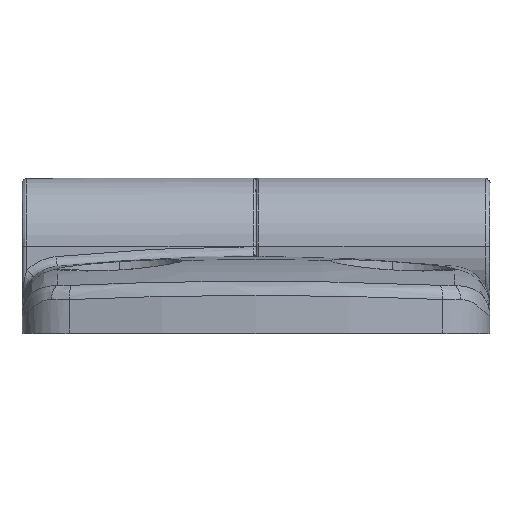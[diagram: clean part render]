
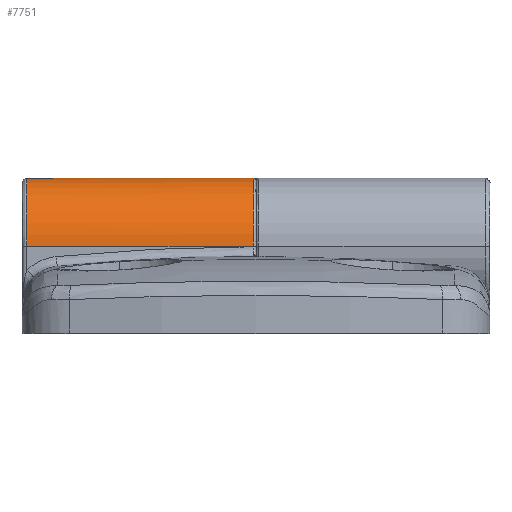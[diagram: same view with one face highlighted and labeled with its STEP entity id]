
A CAD part, top view. The second image highlights one B-rep face of the part: STEP entity #7751.
In plain terms, the highlighted cylindrical face has radius 7 mm (diameter 14 mm), a partial arc.
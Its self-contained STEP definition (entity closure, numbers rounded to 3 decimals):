
#315 = CARTESIAN_POINT ( 'NONE',  ( -23.5, 8.95, -7. ) ) ;
#342 = CIRCLE ( 'NONE', #4461, 7. ) ;
#491 = CARTESIAN_POINT ( 'NONE',  ( -23.5, 9.561, 7. ) ) ;
#525 = CARTESIAN_POINT ( 'NONE',  ( -23.5, 15.87, 1.222 ) ) ;
#554 = CARTESIAN_POINT ( 'NONE',  ( -23.5, 9.561, -7. ) ) ;
#740 = VERTEX_POINT ( 'NONE', #792 ) ;
#792 = CARTESIAN_POINT ( 'NONE',  ( -0.3, 8.95, 7. ) ) ;
#1342 = CARTESIAN_POINT ( 'NONE',  ( -23.5, 15.95, -0.611 ) ) ;
#2137 = CARTESIAN_POINT ( 'NONE',  ( -23.5, 10.172, 6.92 ) ) ;
#2166 = CARTESIAN_POINT ( 'NONE',  ( -23.5, 15.553, -2.402 ) ) ;
#2262 = CARTESIAN_POINT ( 'NONE',  ( -24., 8.95, 0. ) ) ;
#2356 = DIRECTION ( 'NONE',  ( 1., 0., 0. ) ) ;
#2963 = CARTESIAN_POINT ( 'NONE',  ( -23.5, 11.921, 6.368 ) ) ;
#3002 = CARTESIAN_POINT ( 'NONE',  ( -23.5, 14.707, -4.029 ) ) ;
#3132 = AXIS2_PLACEMENT_3D ( 'NONE', #2262, #6423, #5646 ) ;
#3157 = LINE ( 'NONE', #7885, #5409 ) ;
#3482 = CYLINDRICAL_SURFACE ( 'NONE', #3132, 7. ) ;
#3825 = CARTESIAN_POINT ( 'NONE',  ( -23.5, 13.468, 5.382 ) ) ;
#3852 = CARTESIAN_POINT ( 'NONE',  ( -23.5, 13.468, -5.382 ) ) ;
#3916 = VECTOR ( 'NONE', #2356, 1000. ) ;
#4039 = EDGE_LOOP ( 'NONE', ( #10305, #7222, #8148, #6091 ) ) ;
#4322 = EDGE_CURVE ( 'NONE', #4426, #740, #342, .T. ) ;
#4426 = VERTEX_POINT ( 'NONE', #9484 ) ;
#4461 = AXIS2_PLACEMENT_3D ( 'NONE', #10220, #10244, #10253 ) ;
#4540 = FACE_OUTER_BOUND ( 'NONE', #4039, .T. ) ;
#4679 = CARTESIAN_POINT ( 'NONE',  ( -23.5, 14.707, 4.029 ) ) ;
#4714 = CARTESIAN_POINT ( 'NONE',  ( -23.5, 11.921, -6.368 ) ) ;
#4806 = DIRECTION ( 'NONE',  ( 1., 0., 0. ) ) ;
#5409 = VECTOR ( 'NONE', #4806, 1000. ) ;
#5514 = CARTESIAN_POINT ( 'NONE',  ( -23.5, 15.553, 2.402 ) ) ;
#5547 = VERTEX_POINT ( 'NONE', #10368 ) ;
#5549 = CARTESIAN_POINT ( 'NONE',  ( -23.5, 10.172, -6.92 ) ) ;
#5646 = DIRECTION ( 'NONE',  ( 0., 0., -1. ) ) ;
#6091 = ORIENTED_EDGE ( 'NONE', *, *, #4322, .F. ) ;
#6136 = LINE ( 'NONE', #7342, #3916 ) ;
#6291 = CARTESIAN_POINT ( 'NONE',  ( -23.5, 8.95, 7. ) ) ;
#6321 = CARTESIAN_POINT ( 'NONE',  ( -23.5, 15.95, 0.611 ) ) ;
#6352 = EDGE_CURVE ( 'NONE', #6628, #4426, #6136, .T. ) ;
#6357 = CARTESIAN_POINT ( 'NONE',  ( -23.5, 8.95, -7. ) ) ;
#6423 = DIRECTION ( 'NONE',  ( 1., 0., 0. ) ) ;
#6628 = VERTEX_POINT ( 'NONE', #315 ) ;
#6706 = EDGE_CURVE ( 'NONE', #5547, #6628, #7095, .T. ) ;
#7095 = B_SPLINE_CURVE_WITH_KNOTS ( 'NONE', 3,
 ( #6291, #491, #2137, #7934, #2963, #8770, #3825, #9597, #4679, #10387, #5514, #525, #6321, #1342, #7159, #2166, #7963, #3002, #8809, #3852, #9626, #4714, #10422, #5549, #554, #6357 ),
 .UNSPECIFIED., .F., .F.,
 ( 4, 2, 2, 2, 2, 2, 2, 2, 2, 2, 2, 2, 4 ),
 ( 0., 0.083, 0.167, 0.25, 0.333, 0.417, 0.5, 0.583, 0.667, 0.75, 0.833, 0.917, 1. ),
 .UNSPECIFIED. ) ;
#7159 = CARTESIAN_POINT ( 'NONE',  ( -23.5, 15.87, -1.222 ) ) ;
#7222 = ORIENTED_EDGE ( 'NONE', *, *, #6706, .F. ) ;
#7342 = CARTESIAN_POINT ( 'NONE',  ( -24., 8.95, -7. ) ) ;
#7751 = ADVANCED_FACE ( 'NONE', ( #4540 ), #3482, .T. ) ;
#7885 = CARTESIAN_POINT ( 'NONE',  ( -24., 8.95, 7. ) ) ;
#7934 = CARTESIAN_POINT ( 'NONE',  ( -23.5, 11.352, 6.603 ) ) ;
#7963 = CARTESIAN_POINT ( 'NONE',  ( -23.5, 15.318, -2.971 ) ) ;
#8148 = ORIENTED_EDGE ( 'NONE', *, *, #9317, .T. ) ;
#8770 = CARTESIAN_POINT ( 'NONE',  ( -23.5, 12.979, 5.757 ) ) ;
#8809 = CARTESIAN_POINT ( 'NONE',  ( -23.5, 14.332, -4.518 ) ) ;
#9317 = EDGE_CURVE ( 'NONE', #5547, #740, #3157, .T. ) ;
#9484 = CARTESIAN_POINT ( 'NONE',  ( -0.3, 8.95, -7. ) ) ;
#9597 = CARTESIAN_POINT ( 'NONE',  ( -23.5, 14.332, 4.518 ) ) ;
#9626 = CARTESIAN_POINT ( 'NONE',  ( -23.5, 12.979, -5.757 ) ) ;
#10220 = CARTESIAN_POINT ( 'NONE',  ( -0.3, 8.95, 0. ) ) ;
#10244 = DIRECTION ( 'NONE',  ( 1., 0., 0. ) ) ;
#10253 = DIRECTION ( 'NONE',  ( 0., 0., 1. ) ) ;
#10305 = ORIENTED_EDGE ( 'NONE', *, *, #6352, .F. ) ;
#10368 = CARTESIAN_POINT ( 'NONE',  ( -23.5, 8.95, 7. ) ) ;
#10387 = CARTESIAN_POINT ( 'NONE',  ( -23.5, 15.318, 2.971 ) ) ;
#10422 = CARTESIAN_POINT ( 'NONE',  ( -23.5, 11.352, -6.603 ) ) ;
